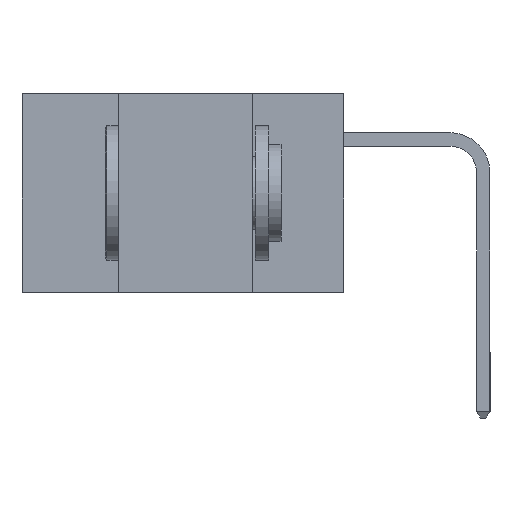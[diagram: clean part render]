
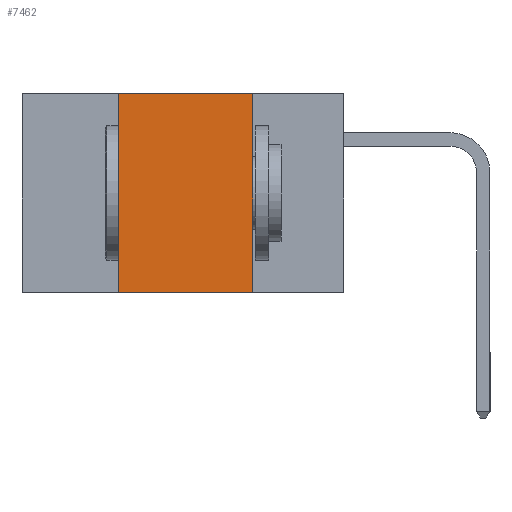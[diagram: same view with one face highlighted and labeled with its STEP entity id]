
A CAD part, left-side view. The second image highlights one B-rep face of the part: STEP entity #7462.
In plain terms, the highlighted planar face has unit normal (-1, 0, 0).
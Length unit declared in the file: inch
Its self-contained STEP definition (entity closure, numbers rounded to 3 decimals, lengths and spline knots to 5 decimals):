
#100 = EDGE_LOOP ( 'NONE', ( #8359, #3604, #4211, #10203 ) ) ;
#359 = CARTESIAN_POINT ( 'NONE',  ( 0., 0.17, -0.37 ) ) ;
#1063 = LINE ( 'NONE', #3434, #1796 ) ;
#1208 = CARTESIAN_POINT ( 'NONE',  ( 0., 0.42, -0.37 ) ) ;
#1598 = CARTESIAN_POINT ( 'NONE',  ( 0., 0.6, 0. ) ) ;
#1796 = VECTOR ( 'NONE', #5212, 39.37008 ) ;
#1908 = CARTESIAN_POINT ( 'NONE',  ( 0., 0.42, -0.37 ) ) ;
#1969 = CARTESIAN_POINT ( 'NONE',  ( 0., 0.17, 0. ) ) ;
#2227 = VERTEX_POINT ( 'NONE', #1208 ) ;
#2329 = CARTESIAN_POINT ( 'NONE',  ( 0., 0.42, 0. ) ) ;
#2540 = VERTEX_POINT ( 'NONE', #359 ) ;
#2604 = VECTOR ( 'NONE', #4313, 39.37008 ) ;
#3169 = FACE_OUTER_BOUND ( 'NONE', #100, .T. ) ;
#3424 = EDGE_CURVE ( 'NONE', #3855, #2540, #1063, .T. ) ;
#3434 = CARTESIAN_POINT ( 'NONE',  ( 0., 0.17, -0.37 ) ) ;
#3604 = ORIENTED_EDGE ( 'NONE', *, *, #4041, .F. ) ;
#3855 = VERTEX_POINT ( 'NONE', #1969 ) ;
#3880 = DIRECTION ( 'NONE',  ( 0., 0., 1. ) ) ;
#3984 = CARTESIAN_POINT ( 'NONE',  ( 0., 0.6, 0. ) ) ;
#4041 = EDGE_CURVE ( 'NONE', #5993, #3855, #8891, .T. ) ;
#4201 = CARTESIAN_POINT ( 'NONE',  ( 0., 0.6, -0.37 ) ) ;
#4211 = ORIENTED_EDGE ( 'NONE', *, *, #8915, .F. ) ;
#4313 = DIRECTION ( 'NONE',  ( 0., -1., 0. ) ) ;
#4751 = AXIS2_PLACEMENT_3D ( 'NONE', #1598, #4821, #7316 ) ;
#4821 = DIRECTION ( 'NONE',  ( 1., 0., 0. ) ) ;
#5212 = DIRECTION ( 'NONE',  ( 0., 0., -1. ) ) ;
#5993 = VERTEX_POINT ( 'NONE', #2329 ) ;
#6452 = VECTOR ( 'NONE', #3880, 39.37008 ) ;
#7316 = DIRECTION ( 'NONE',  ( 0., 0., -1. ) ) ;
#7462 = ADVANCED_FACE ( 'NONE', ( #3169 ), #8945, .F. ) ;
#8118 = DIRECTION ( 'NONE',  ( 0., -1., 0. ) ) ;
#8359 = ORIENTED_EDGE ( 'NONE', *, *, #3424, .F. ) ;
#8500 = VECTOR ( 'NONE', #8118, 39.37008 ) ;
#8891 = LINE ( 'NONE', #3984, #8500 ) ;
#8915 = EDGE_CURVE ( 'NONE', #2227, #5993, #9262, .T. ) ;
#8945 = PLANE ( 'NONE',  #4751 ) ;
#9262 = LINE ( 'NONE', #1908, #6452 ) ;
#10092 = LINE ( 'NONE', #4201, #2604 ) ;
#10171 = EDGE_CURVE ( 'NONE', #2227, #2540, #10092, .T. ) ;
#10203 = ORIENTED_EDGE ( 'NONE', *, *, #10171, .T. ) ;
